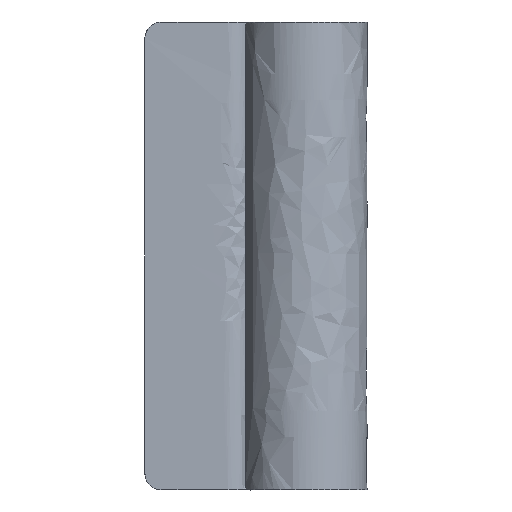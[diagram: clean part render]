
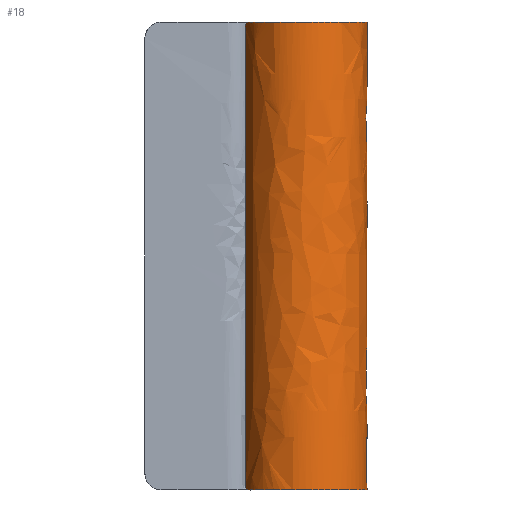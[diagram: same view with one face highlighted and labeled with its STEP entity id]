
A CAD part, front view. The second image highlights one B-rep face of the part: STEP entity #18.
In plain terms, the highlighted free-form (B-spline) face has degree [2, 1] with [11, 2] control points.
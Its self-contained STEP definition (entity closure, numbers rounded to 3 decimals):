
#18=ADVANCED_FACE('',(#51),#556,.T.);
#51=FACE_OUTER_BOUND('',#84,.T.);
#84=EDGE_LOOP('',(#119,#120,#121,#122,#123,#124));
#119=ORIENTED_EDGE('',*,*,#293,.F.);
#120=ORIENTED_EDGE('',*,*,#294,.T.);
#121=ORIENTED_EDGE('',*,*,#295,.T.);
#122=ORIENTED_EDGE('',*,*,#311,.T.);
#123=ORIENTED_EDGE('',*,*,#308,.T.);
#124=ORIENTED_EDGE('',*,*,#317,.T.);
#293=EDGE_CURVE('',#467,#481,#423,.T.);
#294=EDGE_CURVE('',#467,#468,#380,.T.);
#295=EDGE_CURVE('',#468,#477,#424,.T.);
#308=EDGE_CURVE('',#478,#483,#385,.T.);
#311=EDGE_CURVE('',#477,#478,#387,.T.);
#317=EDGE_CURVE('',#483,#481,#390,.T.);
#380=B_SPLINE_CURVE_WITH_KNOTS('',1,(#800,#801),.UNSPECIFIED.,.F.,.F.,(2,
2),(0.,225.),.UNSPECIFIED.);
#385=B_SPLINE_CURVE_WITH_KNOTS('',1,(#843,#844),.UNSPECIFIED.,.F.,.F.,(2,
2),(-222.,-3.),.UNSPECIFIED.);
#387=B_SPLINE_CURVE_WITH_KNOTS('',3,(#860,#861,#862,#863,#864,#865,#866,
#867,#868,#869,#870,#871,#872,#873,#874,#875,#876,#877,#878,#879),
 .UNSPECIFIED.,.F.,.F.,(4,1,1,1,1,1,1,1,1,1,1,1,1,1,1,1,1,4),(-4.715,
-4.461,-4.198,-3.928,-3.651,
-3.369,-3.083,-2.793,-2.502,
-2.209,-1.918,-1.628,-1.342,
-1.061,-0.785,-0.516,-0.254,
0.),.UNSPECIFIED.);
#390=B_SPLINE_CURVE_WITH_KNOTS('',3,(#937,#938,#939,#940,#941,#942,#943,
#944,#945,#946,#947,#948,#949,#950,#951,#952,#953,#954,#955,#956),
 .UNSPECIFIED.,.F.,.F.,(4,1,1,1,1,1,1,1,1,1,1,1,1,1,1,1,1,4),(-4.715,
-4.462,-4.2,-3.931,-3.655,
-3.373,-3.087,-2.798,-2.506,
-2.214,-1.922,-1.633,-1.346,
-1.064,-0.788,-0.518,-0.255,
0.),.UNSPECIFIED.);
#423=(
BOUNDED_CURVE()
B_SPLINE_CURVE(2,(#789,#790,#791,#792,#793,#794,#795,#796,#797,#798,#799),
 .UNSPECIFIED.,.F.,.F.)
B_SPLINE_CURVE_WITH_KNOTS((3,2,2,2,2,3),(47.765,60.544,
103.125,145.705,188.286,227.651),
 .UNSPECIFIED.)
CURVE()
GEOMETRIC_REPRESENTATION_ITEM()
RATIONAL_B_SPLINE_CURVE((1.,0.802,1.,0.759,1.,0.759,
1.,0.759,1.,0.79,1.))
REPRESENTATION_ITEM('')
);
#424=(
BOUNDED_CURVE()
B_SPLINE_CURVE(2,(#802,#803,#804,#805,#806,#807,#808,#809,#810,#811,#812),
 .UNSPECIFIED.,.F.,.F.)
B_SPLINE_CURVE_WITH_KNOTS((3,2,2,2,2,3),(47.765,60.544,
103.125,145.705,188.286,227.651),
 .UNSPECIFIED.)
CURVE()
GEOMETRIC_REPRESENTATION_ITEM()
RATIONAL_B_SPLINE_CURVE((1.,0.802,1.,0.759,1.,0.759,
1.,0.759,1.,0.79,1.))
REPRESENTATION_ITEM('')
);
#467=VERTEX_POINT('',#771);
#468=VERTEX_POINT('',#772);
#477=VERTEX_POINT('',#781);
#478=VERTEX_POINT('',#782);
#481=VERTEX_POINT('',#785);
#483=VERTEX_POINT('',#787);
#556=(
BOUNDED_SURFACE()
B_SPLINE_SURFACE(2,1,((#714,#715),(#716,#717),(#718,#719),(#720,#721),(#722,
#723),(#724,#725),(#726,#727),(#728,#729),(#730,#731),(#732,#733),(#734,
#735)),.UNSPECIFIED.,.F.,.F.,.F.)
B_SPLINE_SURFACE_WITH_KNOTS((3,2,2,2,2,3),(2,2),(-230.867,-188.286,
-145.705,-103.125,-60.544,-47.765),
(0.,225.),.UNSPECIFIED.)
GEOMETRIC_REPRESENTATION_ITEM()
RATIONAL_B_SPLINE_SURFACE(((1.,1.),(0.759,0.759),
(1.,1.),(0.759,0.759),(1.,1.),(0.759,
0.759),(1.,1.),(0.759,0.759),(1.,1.),
(0.802,0.802),(1.,1.)))
REPRESENTATION_ITEM('')
SURFACE()
);
#714=CARTESIAN_POINT('',(-17.336,4.729,0.));
#715=CARTESIAN_POINT('',(-17.336,4.729,225.));
#716=CARTESIAN_POINT('',(-9.373,-19.778,0.));
#717=CARTESIAN_POINT('',(-9.373,-19.778,225.));
#718=CARTESIAN_POINT('',(16.056,-15.604,0.));
#719=CARTESIAN_POINT('',(16.056,-15.604,225.));
#720=CARTESIAN_POINT('',(41.485,-11.429,0.));
#721=CARTESIAN_POINT('',(41.485,-11.429,225.));
#722=CARTESIAN_POINT('',(41.194,14.338,0.));
#723=CARTESIAN_POINT('',(41.194,14.338,225.));
#724=CARTESIAN_POINT('',(40.904,40.105,0.));
#725=CARTESIAN_POINT('',(40.904,40.105,225.));
#726=CARTESIAN_POINT('',(15.387,43.706,0.));
#727=CARTESIAN_POINT('',(15.387,43.706,225.));
#728=CARTESIAN_POINT('',(-10.129,47.306,0.));
#729=CARTESIAN_POINT('',(-10.129,47.306,225.));
#730=CARTESIAN_POINT('',(-17.537,22.625,0.));
#731=CARTESIAN_POINT('',(-17.537,22.625,225.));
#732=CARTESIAN_POINT('',(-19.676,15.5,0.));
#733=CARTESIAN_POINT('',(-19.676,15.5,225.));
#734=CARTESIAN_POINT('',(-27.115,15.5,0.));
#735=CARTESIAN_POINT('',(-27.115,15.5,225.));
#771=CARTESIAN_POINT('',(-27.115,15.5,0.));
#772=CARTESIAN_POINT('',(-27.115,15.5,225.));
#781=CARTESIAN_POINT('',(-16.266,1.923,225.));
#782=CARTESIAN_POINT('',(-17.336,4.729,222.));
#785=CARTESIAN_POINT('',(-16.266,1.923,0.));
#787=CARTESIAN_POINT('',(-17.336,4.729,3.));
#789=CARTESIAN_POINT('',(-27.115,15.5,0.));
#790=CARTESIAN_POINT('',(-19.676,15.5,0.));
#791=CARTESIAN_POINT('',(-17.537,22.625,0.));
#792=CARTESIAN_POINT('',(-10.129,47.306,0.));
#793=CARTESIAN_POINT('',(15.387,43.706,0.));
#794=CARTESIAN_POINT('',(40.904,40.105,0.));
#795=CARTESIAN_POINT('',(41.194,14.338,0.));
#796=CARTESIAN_POINT('',(41.485,-11.429,0.));
#797=CARTESIAN_POINT('',(16.056,-15.604,0.));
#798=CARTESIAN_POINT('',(-6.9,-19.372,0.));
#799=CARTESIAN_POINT('',(-16.266,1.923,0.));
#800=CARTESIAN_POINT('',(-27.115,15.5,0.));
#801=CARTESIAN_POINT('',(-27.115,15.5,225.));
#802=CARTESIAN_POINT('',(-27.115,15.5,225.));
#803=CARTESIAN_POINT('',(-19.676,15.5,225.));
#804=CARTESIAN_POINT('',(-17.537,22.625,225.));
#805=CARTESIAN_POINT('',(-10.129,47.306,225.));
#806=CARTESIAN_POINT('',(15.387,43.706,225.));
#807=CARTESIAN_POINT('',(40.904,40.105,225.));
#808=CARTESIAN_POINT('',(41.194,14.338,225.));
#809=CARTESIAN_POINT('',(41.485,-11.429,225.));
#810=CARTESIAN_POINT('',(16.056,-15.604,225.));
#811=CARTESIAN_POINT('',(-6.9,-19.372,225.));
#812=CARTESIAN_POINT('',(-16.266,1.923,225.));
#843=CARTESIAN_POINT('',(-17.336,4.729,222.));
#844=CARTESIAN_POINT('',(-17.336,4.729,3.));
#860=CARTESIAN_POINT('',(-16.266,1.923,225.));
#861=CARTESIAN_POINT('',(-16.3,2.001,225.));
#862=CARTESIAN_POINT('',(-16.369,2.159,224.993));
#863=CARTESIAN_POINT('',(-16.471,2.399,224.959));
#864=CARTESIAN_POINT('',(-16.571,2.643,224.901));
#865=CARTESIAN_POINT('',(-16.67,2.887,224.818));
#866=CARTESIAN_POINT('',(-16.765,3.129,224.708));
#867=CARTESIAN_POINT('',(-16.856,3.364,224.572));
#868=CARTESIAN_POINT('',(-16.94,3.59,224.411));
#869=CARTESIAN_POINT('',(-17.017,3.801,224.225));
#870=CARTESIAN_POINT('',(-17.087,3.996,224.019));
#871=CARTESIAN_POINT('',(-17.148,4.171,223.794));
#872=CARTESIAN_POINT('',(-17.201,4.323,223.553));
#873=CARTESIAN_POINT('',(-17.244,4.452,223.302));
#874=CARTESIAN_POINT('',(-17.279,4.556,223.042));
#875=CARTESIAN_POINT('',(-17.305,4.636,222.779));
#876=CARTESIAN_POINT('',(-17.323,4.691,222.516));
#877=CARTESIAN_POINT('',(-17.333,4.723,222.256));
#878=CARTESIAN_POINT('',(-17.336,4.729,222.085));
#879=CARTESIAN_POINT('',(-17.336,4.729,222.));
#937=CARTESIAN_POINT('',(-17.336,4.729,3.));
#938=CARTESIAN_POINT('',(-17.336,4.729,2.915));
#939=CARTESIAN_POINT('',(-17.333,4.723,2.744));
#940=CARTESIAN_POINT('',(-17.323,4.691,2.484));
#941=CARTESIAN_POINT('',(-17.305,4.636,2.221));
#942=CARTESIAN_POINT('',(-17.279,4.556,1.958));
#943=CARTESIAN_POINT('',(-17.244,4.452,1.698));
#944=CARTESIAN_POINT('',(-17.201,4.323,1.447));
#945=CARTESIAN_POINT('',(-17.148,4.171,1.206));
#946=CARTESIAN_POINT('',(-17.087,3.996,0.981));
#947=CARTESIAN_POINT('',(-17.017,3.801,0.775));
#948=CARTESIAN_POINT('',(-16.94,3.59,0.589));
#949=CARTESIAN_POINT('',(-16.856,3.364,0.428));
#950=CARTESIAN_POINT('',(-16.765,3.129,0.292));
#951=CARTESIAN_POINT('',(-16.67,2.887,0.182));
#952=CARTESIAN_POINT('',(-16.571,2.643,0.099));
#953=CARTESIAN_POINT('',(-16.471,2.399,0.041));
#954=CARTESIAN_POINT('',(-16.369,2.159,0.007));
#955=CARTESIAN_POINT('',(-16.3,2.001,0.));
#956=CARTESIAN_POINT('',(-16.266,1.923,0.));
